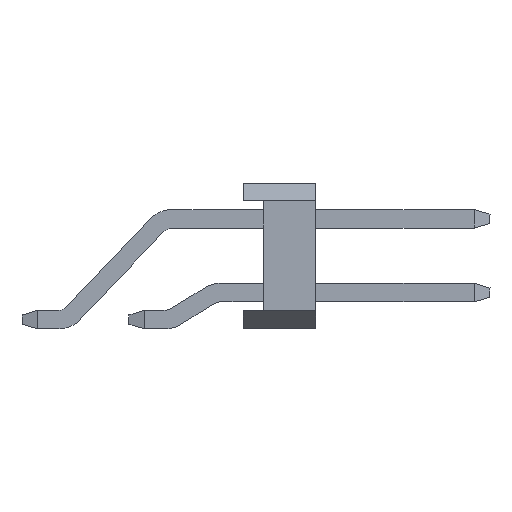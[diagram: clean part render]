
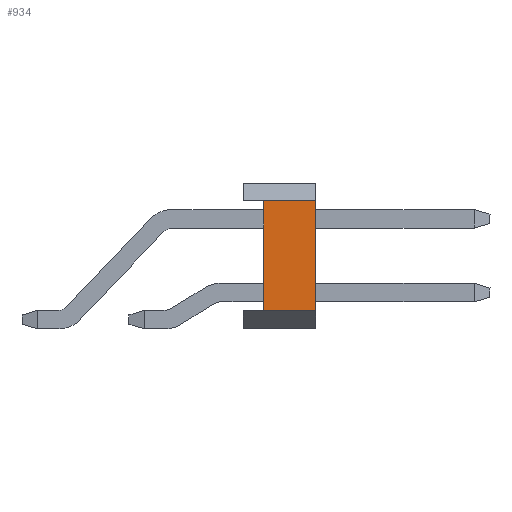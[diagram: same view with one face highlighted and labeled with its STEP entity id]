
A CAD part, left-side view. The second image highlights one B-rep face of the part: STEP entity #934.
In plain terms, the highlighted planar face has unit normal (-1, 0, 0).
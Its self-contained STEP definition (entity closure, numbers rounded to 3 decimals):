
#934=ADVANCED_FACE('',(#1885),#1886,.T.);
#1885=FACE_OUTER_BOUND('',#2830,.T.);
#1886=PLANE('',#2831);
#2830=EDGE_LOOP('',(#5557,#5558,#5559,#5560,#5561,#5562,#5563,#5564));
#2831=AXIS2_PLACEMENT_3D('',#5565,#5566,#5567);
#5557=ORIENTED_EDGE('',*,*,#6563,.T.);
#5558=ORIENTED_EDGE('',*,*,#6682,.F.);
#5559=ORIENTED_EDGE('',*,*,#6679,.T.);
#5560=ORIENTED_EDGE('',*,*,#5869,.T.);
#5561=ORIENTED_EDGE('',*,*,#6683,.F.);
#5562=ORIENTED_EDGE('',*,*,#6570,.F.);
#5563=ORIENTED_EDGE('',*,*,#6558,.T.);
#5564=ORIENTED_EDGE('',*,*,#5809,.T.);
#5565=CARTESIAN_POINT('',(-6.35,0.0,0.0));
#5566=DIRECTION('',(-1.0,-0.0,0.0));
#5567=DIRECTION('',(0.0,0.,-1.0));
#5809=EDGE_CURVE('',#6986,#6984,#6987,.T.);
#5869=EDGE_CURVE('',#7105,#7103,#7106,.T.);
#6558=EDGE_CURVE('',#8081,#6986,#8082,.T.);
#6563=EDGE_CURVE('',#6984,#8087,#8089,.T.);
#6570=EDGE_CURVE('',#8081,#8098,#8099,.T.);
#6679=EDGE_CURVE('',#8244,#7105,#8245,.T.);
#6682=EDGE_CURVE('',#8244,#8087,#8248,.T.);
#6683=EDGE_CURVE('',#8098,#7103,#8249,.T.);
#6984=VERTEX_POINT('',#8679);
#6986=VERTEX_POINT('',#8682);
#6987=LINE('',#8683,#8684);
#7103=VERTEX_POINT('',#8857);
#7105=VERTEX_POINT('',#8860);
#7106=LINE('',#8861,#8862);
#8081=VERTEX_POINT('',#10252);
#8082=LINE('',#10253,#10254);
#8087=VERTEX_POINT('',#10261);
#8089=LINE('',#10264,#10265);
#8098=VERTEX_POINT('',#10278);
#8099=LINE('',#10279,#10280);
#8244=VERTEX_POINT('',#10497);
#8245=LINE('',#10498,#10499);
#8248=LINE('',#10503,#10504);
#8249=LINE('',#10505,#10506);
#8679=CARTESIAN_POINT('',(-6.35,-0.7,-1.89));
#8682=CARTESIAN_POINT('',(-6.35,-0.7,1.89));
#8683=CARTESIAN_POINT('',(-6.35,-0.7,0.));
#8684=VECTOR('',#10690,1.0);
#8857=CARTESIAN_POINT('',(-6.35,-2.5,1.9));
#8860=CARTESIAN_POINT('',(-6.35,-2.5,-1.9));
#8861=CARTESIAN_POINT('',(-6.35,-2.5,-1.9));
#8862=VECTOR('',#10749,1.0);
#10252=CARTESIAN_POINT('',(-6.35,0.,1.89));
#10253=CARTESIAN_POINT('',(-6.35,0.075,1.89));
#10254=VECTOR('',#11357,1.0);
#10261=CARTESIAN_POINT('',(-6.35,0.,-1.89));
#10264=CARTESIAN_POINT('',(-6.35,0.075,-1.89));
#10265=VECTOR('',#11361,1.0);
#10278=CARTESIAN_POINT('',(-6.35,0.,1.9));
#10279=CARTESIAN_POINT('',(-6.35,0.,-1.9));
#10280=VECTOR('',#11366,1.0);
#10497=CARTESIAN_POINT('',(-6.35,0.,-1.9));
#10498=CARTESIAN_POINT('',(-6.35,0.,-1.9));
#10499=VECTOR('',#11439,1.0);
#10503=CARTESIAN_POINT('',(-6.35,0.,-1.9));
#10504=VECTOR('',#11441,1.0);
#10505=CARTESIAN_POINT('',(-6.35,0.,1.9));
#10506=VECTOR('',#11442,1.0);
#10690=DIRECTION('',(0.0,0.,-1.0));
#10749=DIRECTION('',(0.0,0.,1.0));
#11357=DIRECTION('',(0.0,-1.0,0.));
#11361=DIRECTION('',(0.0,1.0,0.));
#11366=DIRECTION('',(0.0,0.,1.0));
#11439=DIRECTION('',(0.0,-1.0,0.));
#11441=DIRECTION('',(0.0,0.,1.0));
#11442=DIRECTION('',(0.0,-1.0,0.));
